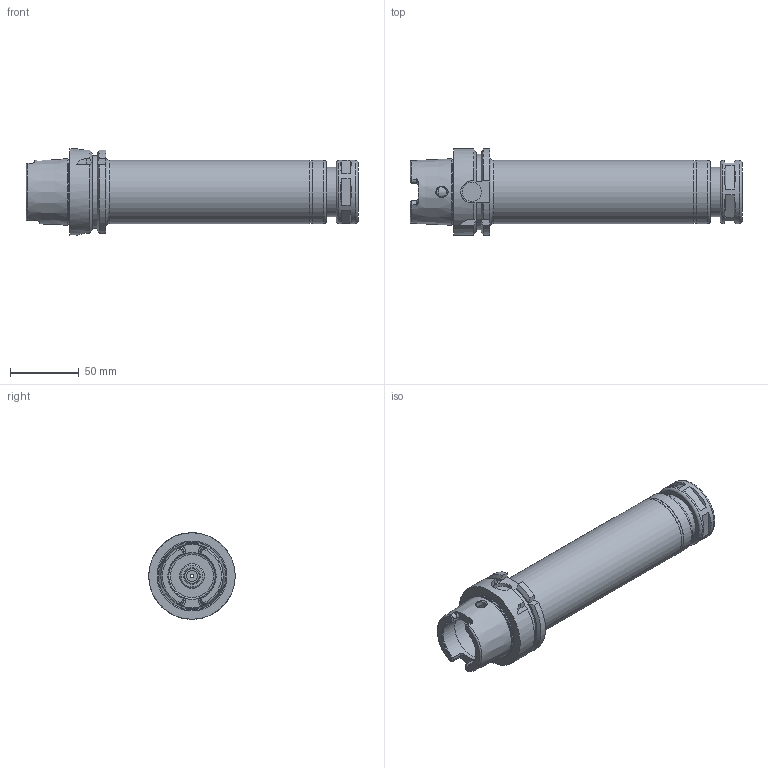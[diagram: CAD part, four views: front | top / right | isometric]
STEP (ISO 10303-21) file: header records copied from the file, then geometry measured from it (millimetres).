
FILE_DESCRIPTION((''),'2;1');
FILE_NAME('536075122210-3D.stp','2020-01-08T13:16:04',('nttooll'),(''),'Autodesk Inventor 2012','Autodesk Inventor 2012','');
FILE_SCHEMA(('AUTOMOTIVE_DESIGN { 1 0 10303 214 1 1 1 1 }'));
Length unit declared in the file: millimetre
Products named in the file (1): 536075122210-3D
Bounding box: 242 x 63 x 63 mm (x, y, z)
Volume: 323506.5 mm3; surface area: 64506.7 mm2
Topology: 1 solids, 1 shells, 187 faces, 432 edges, 274 vertices
Faces by surface type: plane 85, cylinder 53, cone 31, torus 18
Full cylindrical faces by diameter (mm): 2.5 x1, 7.5 x2, 8 x1, 8.5 x1, 9 x1, 11.3 x1, 12 x1, 14 x1, 17.5 x1, 18 x2, 21.8 x1, 21.9 x1, 22.3 x1, 23 x2, 24 x1, 28 x1, 30.4 x1, 32.5 x1, 34 x1, 34.5 x1, 36 x2, 40 x1, 45.6 x1, 46 x2, 46.3 x1, 48 x1, 63 x1
Entity records: 5280 total; most frequent: CARTESIAN_POINT 1284, DIRECTION 848, ORIENTED_EDGE 726, EDGE_CURVE 363, AXIS2_PLACEMENT_3D 359, EDGE_LOOP 278, VERTEX_POINT 263, FACE_OUTER_BOUND 187
